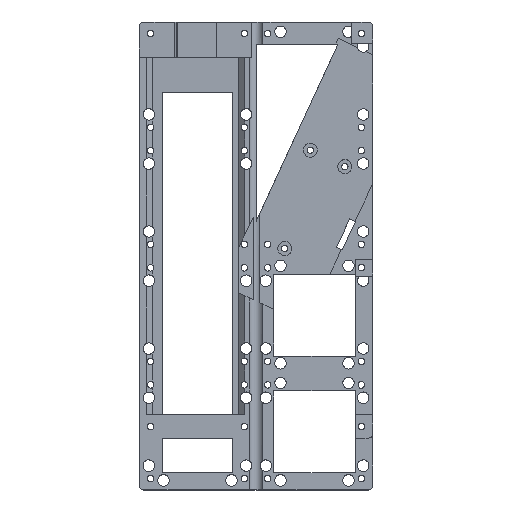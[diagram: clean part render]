
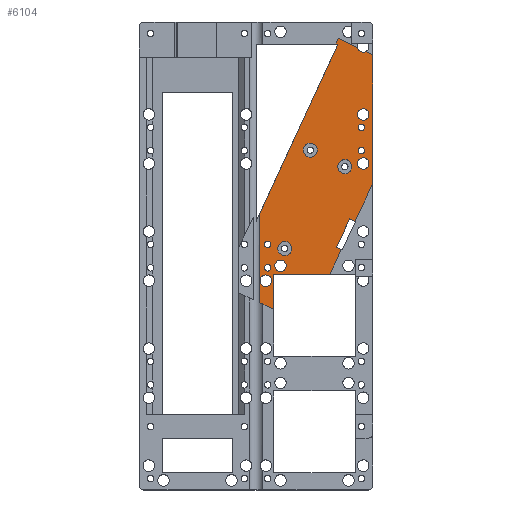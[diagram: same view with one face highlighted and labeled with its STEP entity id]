
A CAD part, top view. The second image highlights one B-rep face of the part: STEP entity #6104.
In plain terms, the highlighted planar face has unit normal (0, 0, 1).
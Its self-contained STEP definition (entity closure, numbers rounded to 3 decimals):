
#102=FACE_BOUND('',#1228,.T.);
#103=FACE_BOUND('',#1229,.T.);
#104=FACE_BOUND('',#1230,.T.);
#105=FACE_BOUND('',#1231,.T.);
#106=FACE_BOUND('',#1232,.T.);
#107=FACE_BOUND('',#1233,.T.);
#108=FACE_BOUND('',#1234,.T.);
#109=FACE_BOUND('',#1235,.T.);
#110=FACE_BOUND('',#1236,.T.);
#111=FACE_BOUND('',#1237,.T.);
#112=FACE_BOUND('',#1238,.T.);
#433=CIRCLE('',#6390,2.45);
#440=CIRCLE('',#6400,2.45);
#498=CIRCLE('',#6487,2.45);
#510=CIRCLE('',#6504,2.45);
#515=CIRCLE('',#6510,2.45);
#620=CIRCLE('',#6689,1.4);
#621=CIRCLE('',#6690,1.4);
#622=CIRCLE('',#6691,1.4);
#623=CIRCLE('',#6692,1.4);
#624=CIRCLE('',#6693,3.);
#625=CIRCLE('',#6694,3.);
#626=CIRCLE('',#6695,3.);
#886=FACE_OUTER_BOUND('',#1227,.T.);
#1227=EDGE_LOOP('',(#5279,#5280,#5281,#5282,#5283,#5284,#5285,#5286,#5287,
#5288,#5289,#5290,#5291,#5292,#5293,#5294));
#1228=EDGE_LOOP('',(#5295));
#1229=EDGE_LOOP('',(#5296));
#1230=EDGE_LOOP('',(#5297));
#1231=EDGE_LOOP('',(#5298));
#1232=EDGE_LOOP('',(#5299));
#1233=EDGE_LOOP('',(#5300));
#1234=EDGE_LOOP('',(#5301));
#1235=EDGE_LOOP('',(#5302));
#1236=EDGE_LOOP('',(#5303));
#1237=EDGE_LOOP('',(#5304));
#1238=EDGE_LOOP('',(#5305));
#1395=LINE('',#8634,#1891);
#1401=LINE('',#8646,#1897);
#1402=LINE('',#8649,#1898);
#1407=LINE('',#8659,#1903);
#1424=LINE('',#8693,#1920);
#1427=LINE('',#8698,#1923);
#1637=LINE('',#10061,#2133);
#1650=LINE('',#10091,#2146);
#1806=LINE('',#10810,#2302);
#1811=LINE('',#10819,#2307);
#1812=LINE('',#10821,#2308);
#1813=LINE('',#10823,#2309);
#1814=LINE('',#10824,#2310);
#1815=LINE('',#10826,#2311);
#1816=LINE('',#10827,#2312);
#1891=VECTOR('',#6871,10.);
#1897=VECTOR('',#6879,10.);
#1898=VECTOR('',#6882,10.);
#1903=VECTOR('',#6889,10.);
#1920=VECTOR('',#6908,10.);
#1923=VECTOR('',#6913,10.);
#2133=VECTOR('',#7675,10.);
#2146=VECTOR('',#7704,10.);
#2302=VECTOR('',#8184,10.);
#2307=VECTOR('',#8193,10.);
#2308=VECTOR('',#8196,10.);
#2309=VECTOR('',#8197,10.);
#2310=VECTOR('',#8198,10.);
#2311=VECTOR('',#8199,10.);
#2312=VECTOR('',#8200,10.);
#2386=VERTEX_POINT('',#8630);
#2388=VERTEX_POINT('',#8633);
#2391=VERTEX_POINT('',#8640);
#2393=VERTEX_POINT('',#8644);
#2394=VERTEX_POINT('',#8648);
#2398=VERTEX_POINT('',#8658);
#2414=VERTEX_POINT('',#8692);
#2619=VERTEX_POINT('',#9308);
#2625=VERTEX_POINT('',#9327);
#2706=VERTEX_POINT('',#9899);
#2726=VERTEX_POINT('',#10005);
#2727=VERTEX_POINT('',#10007);
#2734=VERTEX_POINT('',#10033);
#2742=VERTEX_POINT('',#10058);
#2743=VERTEX_POINT('',#10060);
#2929=VERTEX_POINT('',#10806);
#2931=VERTEX_POINT('',#10809);
#2933=VERTEX_POINT('',#10817);
#2934=VERTEX_POINT('',#10822);
#2935=VERTEX_POINT('',#10825);
#2936=VERTEX_POINT('',#10828);
#2937=VERTEX_POINT('',#10830);
#2938=VERTEX_POINT('',#10832);
#2939=VERTEX_POINT('',#10834);
#2940=VERTEX_POINT('',#10836);
#2941=VERTEX_POINT('',#10838);
#2942=VERTEX_POINT('',#10840);
#3004=EDGE_CURVE('',#2388,#2386,#1395,.T.);
#3010=EDGE_CURVE('',#2391,#2393,#1401,.T.);
#3011=EDGE_CURVE('',#2391,#2394,#1402,.T.);
#3016=EDGE_CURVE('',#2398,#2393,#1407,.T.);
#3033=EDGE_CURVE('',#2394,#2414,#1424,.T.);
#3036=EDGE_CURVE('',#2414,#2386,#1427,.T.);
#3306=EDGE_CURVE('',#2619,#2619,#433,.T.);
#3316=EDGE_CURVE('',#2625,#2625,#440,.T.);
#3427=EDGE_CURVE('',#2706,#2706,#498,.T.);
#3450=EDGE_CURVE('',#2727,#2726,#510,.T.);
#3460=EDGE_CURVE('',#2734,#2734,#515,.T.);
#3474=EDGE_CURVE('',#2742,#2743,#1637,.T.);
#3493=EDGE_CURVE('',#2727,#2398,#1650,.T.);
#3784=EDGE_CURVE('',#2929,#2931,#1806,.T.);
#3789=EDGE_CURVE('',#2933,#2742,#1811,.T.);
#3790=EDGE_CURVE('',#2931,#2726,#1812,.T.);
#3791=EDGE_CURVE('',#2934,#2929,#1813,.T.);
#3792=EDGE_CURVE('',#2743,#2934,#1814,.T.);
#3793=EDGE_CURVE('',#2935,#2933,#1815,.T.);
#3794=EDGE_CURVE('',#2388,#2935,#1816,.T.);
#3795=EDGE_CURVE('',#2936,#2936,#620,.T.);
#3796=EDGE_CURVE('',#2937,#2937,#621,.T.);
#3797=EDGE_CURVE('',#2938,#2938,#622,.T.);
#3798=EDGE_CURVE('',#2939,#2939,#623,.T.);
#3799=EDGE_CURVE('',#2940,#2940,#624,.T.);
#3800=EDGE_CURVE('',#2941,#2941,#625,.T.);
#3801=EDGE_CURVE('',#2942,#2942,#626,.T.);
#5279=ORIENTED_EDGE('',*,*,#3450,.T.);
#5280=ORIENTED_EDGE('',*,*,#3790,.F.);
#5281=ORIENTED_EDGE('',*,*,#3784,.F.);
#5282=ORIENTED_EDGE('',*,*,#3791,.F.);
#5283=ORIENTED_EDGE('',*,*,#3792,.F.);
#5284=ORIENTED_EDGE('',*,*,#3474,.F.);
#5285=ORIENTED_EDGE('',*,*,#3789,.F.);
#5286=ORIENTED_EDGE('',*,*,#3793,.F.);
#5287=ORIENTED_EDGE('',*,*,#3794,.F.);
#5288=ORIENTED_EDGE('',*,*,#3004,.T.);
#5289=ORIENTED_EDGE('',*,*,#3036,.F.);
#5290=ORIENTED_EDGE('',*,*,#3033,.F.);
#5291=ORIENTED_EDGE('',*,*,#3011,.F.);
#5292=ORIENTED_EDGE('',*,*,#3010,.T.);
#5293=ORIENTED_EDGE('',*,*,#3016,.F.);
#5294=ORIENTED_EDGE('',*,*,#3493,.F.);
#5295=ORIENTED_EDGE('',*,*,#3306,.T.);
#5296=ORIENTED_EDGE('',*,*,#3316,.T.);
#5297=ORIENTED_EDGE('',*,*,#3427,.T.);
#5298=ORIENTED_EDGE('',*,*,#3460,.T.);
#5299=ORIENTED_EDGE('',*,*,#3795,.F.);
#5300=ORIENTED_EDGE('',*,*,#3796,.F.);
#5301=ORIENTED_EDGE('',*,*,#3797,.F.);
#5302=ORIENTED_EDGE('',*,*,#3798,.F.);
#5303=ORIENTED_EDGE('',*,*,#3799,.F.);
#5304=ORIENTED_EDGE('',*,*,#3800,.F.);
#5305=ORIENTED_EDGE('',*,*,#3801,.F.);
#5886=PLANE('',#6688);
#6104=ADVANCED_FACE('',(#886,#102,#103,#104,#105,#106,#107,#108,#109,#110,
#111,#112),#5886,.F.);
#6390=AXIS2_PLACEMENT_3D('',#9310,#7369,#7370);
#6400=AXIS2_PLACEMENT_3D('',#9329,#7392,#7393);
#6487=AXIS2_PLACEMENT_3D('',#9901,#7596,#7597);
#6504=AXIS2_PLACEMENT_3D('',#10008,#7636,#7637);
#6510=AXIS2_PLACEMENT_3D('',#10035,#7652,#7653);
#6688=AXIS2_PLACEMENT_3D('',#10820,#8194,#8195);
#6689=AXIS2_PLACEMENT_3D('',#10829,#8201,#8202);
#6690=AXIS2_PLACEMENT_3D('',#10831,#8203,#8204);
#6691=AXIS2_PLACEMENT_3D('',#10833,#8205,#8206);
#6692=AXIS2_PLACEMENT_3D('',#10835,#8207,#8208);
#6693=AXIS2_PLACEMENT_3D('',#10837,#8209,#8210);
#6694=AXIS2_PLACEMENT_3D('',#10839,#8211,#8212);
#6695=AXIS2_PLACEMENT_3D('',#10841,#8213,#8214);
#6871=DIRECTION('',(0.431,0.903,0.));
#6879=DIRECTION('',(0.431,0.903,0.));
#6882=DIRECTION('',(-0.903,0.431,0.));
#6889=DIRECTION('',(0.,-1.,0.));
#6908=DIRECTION('',(-0.431,-0.903,0.));
#6913=DIRECTION('',(0.903,-0.431,0.));
#7369=DIRECTION('center_axis',(0.,0.,-1.));
#7370=DIRECTION('ref_axis',(1.,0.,0.));
#7392=DIRECTION('center_axis',(0.,0.,-1.));
#7393=DIRECTION('ref_axis',(1.,0.,0.));
#7596=DIRECTION('center_axis',(0.,0.,-1.));
#7597=DIRECTION('ref_axis',(1.,0.,0.));
#7636=DIRECTION('center_axis',(0.,0.,-1.));
#7637=DIRECTION('ref_axis',(1.,0.,0.));
#7652=DIRECTION('center_axis',(0.,0.,-1.));
#7653=DIRECTION('ref_axis',(1.,0.,0.));
#7675=DIRECTION('',(0.,1.,0.));
#7704=DIRECTION('',(0.903,-0.431,0.));
#8184=DIRECTION('',(0.431,0.903,0.));
#8193=DIRECTION('',(-0.903,0.431,0.));
#8194=DIRECTION('center_axis',(0.,0.,-1.));
#8195=DIRECTION('ref_axis',(-1.,0.,0.));
#8196=DIRECTION('',(0.903,-0.431,0.));
#8197=DIRECTION('',(-1.,0.,0.));
#8198=DIRECTION('',(0.418,0.908,0.));
#8199=DIRECTION('',(0.,-1.,0.));
#8200=DIRECTION('',(-1.,0.,0.));
#8201=DIRECTION('center_axis',(0.,0.,1.));
#8202=DIRECTION('ref_axis',(-1.,0.,0.));
#8203=DIRECTION('center_axis',(0.,0.,1.));
#8204=DIRECTION('ref_axis',(-1.,0.,0.));
#8205=DIRECTION('center_axis',(0.,0.,1.));
#8206=DIRECTION('ref_axis',(-1.,0.,0.));
#8207=DIRECTION('center_axis',(0.,0.,1.));
#8208=DIRECTION('ref_axis',(-1.,0.,0.));
#8209=DIRECTION('center_axis',(0.,0.,1.));
#8210=DIRECTION('ref_axis',(-1.,0.,0.));
#8211=DIRECTION('center_axis',(0.,0.,1.));
#8212=DIRECTION('ref_axis',(-1.,0.,0.));
#8213=DIRECTION('center_axis',(0.,0.,1.));
#8214=DIRECTION('ref_axis',(-1.,0.,0.));
#8630=CARTESIAN_POINT('',(172.191,98.687,12.));
#8633=CARTESIAN_POINT('',(167.152,88.123,12.));
#8634=CARTESIAN_POINT('',(181.752,118.731,12.));
#8640=CARTESIAN_POINT('',(177.93,110.72,12.));
#8644=CARTESIAN_POINT('',(185.6,126.8,12.));
#8646=CARTESIAN_POINT('',(181.752,118.731,12.));
#8648=CARTESIAN_POINT('',(175.748,111.761,12.));
#8649=CARTESIAN_POINT('',(174.862,112.183,12.));
#8658=CARTESIAN_POINT('',(185.6,181.865,12.));
#8659=CARTESIAN_POINT('',(185.6,55.274,12.));
#8692=CARTESIAN_POINT('',(170.008,99.728,12.));
#8693=CARTESIAN_POINT('',(172.864,105.716,12.));
#8698=CARTESIAN_POINT('',(170.384,99.549,12.));
#9308=CARTESIAN_POINT('',(179.05,135.4,12.));
#9310=CARTESIAN_POINT('Origin',(181.5,135.4,12.));
#9327=CARTESIAN_POINT('',(137.45,85.4,12.));
#9329=CARTESIAN_POINT('Origin',(139.9,85.4,12.));
#9899=CARTESIAN_POINT('',(143.75,91.7,12.));
#9901=CARTESIAN_POINT('Origin',(146.2,91.7,12.));
#10005=CARTESIAN_POINT('',(179.088,184.971,12.));
#10007=CARTESIAN_POINT('',(182.685,183.256,12.));
#10008=CARTESIAN_POINT('Origin',(181.5,185.4,12.));
#10033=CARTESIAN_POINT('',(179.05,156.4,12.));
#10035=CARTESIAN_POINT('Origin',(181.5,156.4,12.));
#10058=CARTESIAN_POINT('',(137.13,76.024,12.));
#10060=CARTESIAN_POINT('',(137.13,113.629,12.));
#10061=CARTESIAN_POINT('',(137.13,180.8,12.));
#10091=CARTESIAN_POINT('',(170.882,188.886,12.));
#10806=CARTESIAN_POINT('',(169.716,186.443,12.));
#10809=CARTESIAN_POINT('',(170.882,188.886,12.));
#10810=CARTESIAN_POINT('',(120.771,83.827,12.));
#10817=CARTESIAN_POINT('',(143.2,73.129,12.));
#10819=CARTESIAN_POINT('',(152.933,68.487,12.));
#10820=CARTESIAN_POINT('Origin',(161.907,128.686,12.));
#10821=CARTESIAN_POINT('',(170.882,188.886,12.));
#10822=CARTESIAN_POINT('',(170.661,186.443,12.));
#10823=CARTESIAN_POINT('',(148.804,186.443,12.));
#10824=CARTESIAN_POINT('',(158.923,160.954,12.));
#10825=CARTESIAN_POINT('',(143.2,88.123,12.));
#10826=CARTESIAN_POINT('',(143.2,90.905,12.));
#10827=CARTESIAN_POINT('',(158.575,88.123,12.));
#10828=CARTESIAN_POINT('',(142.1,90.9,12.));
#10829=CARTESIAN_POINT('Origin',(140.7,90.9,12.));
#10830=CARTESIAN_POINT('',(182.1,140.9,12.));
#10831=CARTESIAN_POINT('Origin',(180.7,140.9,12.));
#10832=CARTESIAN_POINT('',(182.1,150.9,12.));
#10833=CARTESIAN_POINT('Origin',(180.7,150.9,12.));
#10834=CARTESIAN_POINT('',(142.1,100.9,12.));
#10835=CARTESIAN_POINT('Origin',(140.7,100.9,12.));
#10836=CARTESIAN_POINT('',(150.924,99.126,12.));
#10837=CARTESIAN_POINT('Origin',(147.924,99.126,12.));
#10838=CARTESIAN_POINT('',(161.932,141.136,12.));
#10839=CARTESIAN_POINT('Origin',(158.932,141.136,12.));
#10840=CARTESIAN_POINT('',(176.644,134.119,12.));
#10841=CARTESIAN_POINT('Origin',(173.644,134.119,12.));
